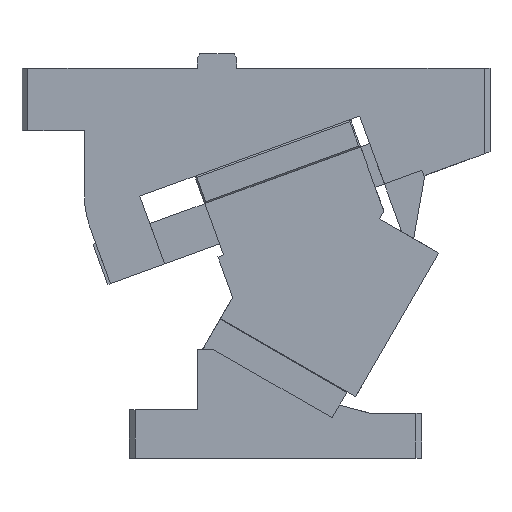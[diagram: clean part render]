
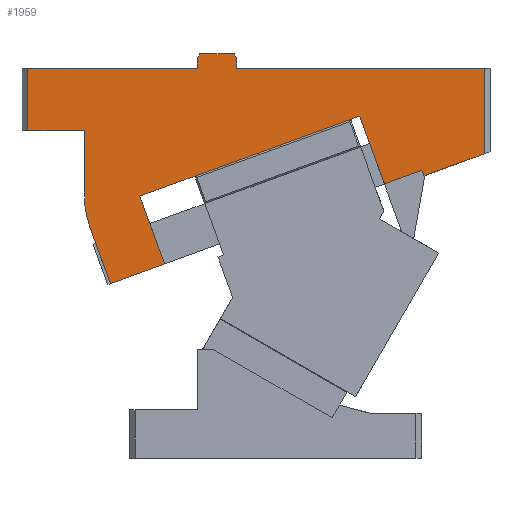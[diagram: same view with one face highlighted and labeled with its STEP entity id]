
A CAD part, front view. The second image highlights one B-rep face of the part: STEP entity #1959.
In plain terms, the highlighted planar face has unit normal (0, -1, 0).
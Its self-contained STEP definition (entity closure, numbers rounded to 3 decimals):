
#328=CARTESIAN_POINT('Vertex',(182.,0.,156.136)) ;
#331=CARTESIAN_POINT('Line Origine',(168.,0.,151.041)) ;
#335=CARTESIAN_POINT('Vertex',(154.,0.,145.945)) ;
#338=CARTESIAN_POINT('Line Origine',(152.561,0.,145.422)) ;
#342=CARTESIAN_POINT('Vertex',(151.123,0.,144.898)) ;
#789=CARTESIAN_POINT('Vertex',(-19.985,0.,117.965)) ;
#824=CARTESIAN_POINT('Vertex',(-9.651,0.,89.574)) ;
#827=CARTESIAN_POINT('Line Origine',(-14.818,0.,103.769)) ;
#1022=CARTESIAN_POINT('Vertex',(5.415,0.,134.432)) ;
#1025=CARTESIAN_POINT('Line Origine',(11.742,0.,117.047)) ;
#1029=CARTESIAN_POINT('Vertex',(18.07,0.,99.663)) ;
#1060=CARTESIAN_POINT('Line Origine',(61.797,0.,154.953)) ;
#1064=CARTESIAN_POINT('Vertex',(118.178,0.,175.474)) ;
#1150=CARTESIAN_POINT('Vertex',(-52.,0.,168.)) ;
#1153=CARTESIAN_POINT('Line Origine',(-52.,0.,184.)) ;
#1157=CARTESIAN_POINT('Vertex',(-52.,0.,200.)) ;
#1655=CARTESIAN_POINT('Line Origine',(-8.5,0.,200.)) ;
#1659=CARTESIAN_POINT('Vertex',(35.,0.,200.)) ;
#1693=CARTESIAN_POINT('Line Origine',(35.,0.,202.75)) ;
#1697=CARTESIAN_POINT('Vertex',(35.,0.,205.5)) ;
#1717=CARTESIAN_POINT('Line Origine',(55.,0.,202.75)) ;
#1721=CARTESIAN_POINT('Vertex',(55.,0.,200.)) ;
#1723=CARTESIAN_POINT('Vertex',(55.,0.,205.5)) ;
#1752=CARTESIAN_POINT('Vertex',(53.845,0.,207.5)) ;
#1755=CARTESIAN_POINT('Line Origine',(54.423,0.,206.5)) ;
#1772=CARTESIAN_POINT('Line Origine',(45.,0.,207.5)) ;
#1776=CARTESIAN_POINT('Vertex',(36.155,0.,207.5)) ;
#1796=CARTESIAN_POINT('Line Origine',(35.577,0.,206.5)) ;
#1813=CARTESIAN_POINT('Axis2P3D Location',(27.,0.,135.066)) ;
#1817=CARTESIAN_POINT('Vertex',(-23.,0.,135.066)) ;
#1841=CARTESIAN_POINT('Vertex',(-23.,0.,168.)) ;
#1844=CARTESIAN_POINT('Line Origine',(-37.5,0.,168.)) ;
#1875=CARTESIAN_POINT('Line Origine',(-23.,0.,151.533)) ;
#1887=CARTESIAN_POINT('Axis2P3D Location',(7.798,0.,165.84)) ;
#1892=CARTESIAN_POINT('Line Origine',(4.209,0.,94.618)) ;
#1897=CARTESIAN_POINT('Line Origine',(124.506,0.,158.09)) ;
#1901=CARTESIAN_POINT('Vertex',(130.833,0.,140.706)) ;
#1904=CARTESIAN_POINT('Line Origine',(140.465,0.,144.211)) ;
#1908=CARTESIAN_POINT('Vertex',(150.097,0.,147.717)) ;
#1911=CARTESIAN_POINT('Line Origine',(150.61,0.,146.307)) ;
#1916=CARTESIAN_POINT('Line Origine',(182.,0.,162.068)) ;
#1920=CARTESIAN_POINT('Vertex',(182.,0.,168.)) ;
#1923=CARTESIAN_POINT('Line Origine',(182.,0.,184.)) ;
#1927=CARTESIAN_POINT('Vertex',(182.,0.,200.)) ;
#1930=CARTESIAN_POINT('Line Origine',(118.5,0.,200.)) ;
#332=DIRECTION('Vector Direction',(0.94,0.,0.342)) ;
#339=DIRECTION('Vector Direction',(0.94,0.,0.342)) ;
#828=DIRECTION('Vector Direction',(-0.342,0.,0.94)) ;
#1026=DIRECTION('Vector Direction',(0.342,0.,-0.94)) ;
#1061=DIRECTION('Vector Direction',(-0.94,0.,-0.342)) ;
#1154=DIRECTION('Vector Direction',(0.,0.,1.)) ;
#1656=DIRECTION('Vector Direction',(1.,0.,0.)) ;
#1694=DIRECTION('Vector Direction',(0.,0.,1.)) ;
#1718=DIRECTION('Vector Direction',(0.,0.,1.)) ;
#1756=DIRECTION('Vector Direction',(-0.5,0.,0.866)) ;
#1773=DIRECTION('Vector Direction',(-1.,0.,0.)) ;
#1797=DIRECTION('Vector Direction',(0.5,0.,0.866)) ;
#1814=DIRECTION('Axis2P3D Direction',(0.,1.,0.)) ;
#1845=DIRECTION('Vector Direction',(1.,0.,0.)) ;
#1876=DIRECTION('Vector Direction',(0.,0.,1.)) ;
#1888=DIRECTION('Axis2P3D Direction',(0.,-1.,0.)) ;
#1889=DIRECTION('Axis2P3D XDirection',(1.,0.,0.)) ;
#1893=DIRECTION('Vector Direction',(-0.94,0.,-0.342)) ;
#1898=DIRECTION('Vector Direction',(-0.342,0.,0.94)) ;
#1905=DIRECTION('Vector Direction',(0.94,0.,0.342)) ;
#1912=DIRECTION('Vector Direction',(0.342,0.,-0.94)) ;
#1917=DIRECTION('Vector Direction',(0.,0.,-1.)) ;
#1924=DIRECTION('Vector Direction',(0.,0.,-1.)) ;
#1931=DIRECTION('Vector Direction',(1.,0.,0.)) ;
#1815=AXIS2_PLACEMENT_3D('Circle Axis2P3D',#1813,#1814,$) ;
#1890=AXIS2_PLACEMENT_3D('Plane Axis2P3D',#1887,#1888,#1889) ;
#1936=ORIENTED_EDGE('',*,*,#1819,.F.) ;
#1937=ORIENTED_EDGE('',*,*,#831,.F.) ;
#1938=ORIENTED_EDGE('',*,*,#1896,.F.) ;
#1939=ORIENTED_EDGE('',*,*,#1031,.F.) ;
#1940=ORIENTED_EDGE('',*,*,#1066,.F.) ;
#1941=ORIENTED_EDGE('',*,*,#1903,.F.) ;
#1942=ORIENTED_EDGE('',*,*,#1910,.T.) ;
#1943=ORIENTED_EDGE('',*,*,#1915,.T.) ;
#1944=ORIENTED_EDGE('',*,*,#344,.T.) ;
#1945=ORIENTED_EDGE('',*,*,#337,.T.) ;
#1946=ORIENTED_EDGE('',*,*,#1922,.F.) ;
#1947=ORIENTED_EDGE('',*,*,#1929,.F.) ;
#1948=ORIENTED_EDGE('',*,*,#1934,.F.) ;
#1949=ORIENTED_EDGE('',*,*,#1725,.T.) ;
#1950=ORIENTED_EDGE('',*,*,#1759,.F.) ;
#1951=ORIENTED_EDGE('',*,*,#1778,.F.) ;
#1952=ORIENTED_EDGE('',*,*,#1800,.F.) ;
#1953=ORIENTED_EDGE('',*,*,#1699,.F.) ;
#1954=ORIENTED_EDGE('',*,*,#1661,.F.) ;
#1955=ORIENTED_EDGE('',*,*,#1159,.F.) ;
#1956=ORIENTED_EDGE('',*,*,#1848,.T.) ;
#1957=ORIENTED_EDGE('',*,*,#1879,.F.) ;
#333=VECTOR('Line Direction',#332,1.) ;
#340=VECTOR('Line Direction',#339,1.) ;
#829=VECTOR('Line Direction',#828,1.) ;
#1027=VECTOR('Line Direction',#1026,1.) ;
#1062=VECTOR('Line Direction',#1061,1.) ;
#1155=VECTOR('Line Direction',#1154,1.) ;
#1657=VECTOR('Line Direction',#1656,1.) ;
#1695=VECTOR('Line Direction',#1694,1.) ;
#1719=VECTOR('Line Direction',#1718,1.) ;
#1757=VECTOR('Line Direction',#1756,1.) ;
#1774=VECTOR('Line Direction',#1773,1.) ;
#1798=VECTOR('Line Direction',#1797,1.) ;
#1846=VECTOR('Line Direction',#1845,1.) ;
#1877=VECTOR('Line Direction',#1876,1.) ;
#1894=VECTOR('Line Direction',#1893,1.) ;
#1899=VECTOR('Line Direction',#1898,1.) ;
#1906=VECTOR('Line Direction',#1905,1.) ;
#1913=VECTOR('Line Direction',#1912,1.) ;
#1918=VECTOR('Line Direction',#1917,1.) ;
#1925=VECTOR('Line Direction',#1924,1.) ;
#1932=VECTOR('Line Direction',#1931,1.) ;
#1959=ADVANCED_FACE('CAM HOLDER',(#1958),#1891,.T.) ;
#1816=CIRCLE('generated circle',#1815,50.) ;
#337=EDGE_CURVE('',#336,#329,#334,.T.) ;
#344=EDGE_CURVE('',#343,#336,#341,.T.) ;
#831=EDGE_CURVE('',#825,#790,#830,.T.) ;
#1031=EDGE_CURVE('',#1023,#1030,#1028,.T.) ;
#1066=EDGE_CURVE('',#1065,#1023,#1063,.T.) ;
#1159=EDGE_CURVE('',#1151,#1158,#1156,.T.) ;
#1661=EDGE_CURVE('',#1158,#1660,#1658,.T.) ;
#1699=EDGE_CURVE('',#1660,#1698,#1696,.T.) ;
#1725=EDGE_CURVE('',#1722,#1724,#1720,.T.) ;
#1759=EDGE_CURVE('',#1753,#1724,#1758,.F.) ;
#1778=EDGE_CURVE('',#1777,#1753,#1775,.F.) ;
#1800=EDGE_CURVE('',#1698,#1777,#1799,.T.) ;
#1819=EDGE_CURVE('',#790,#1818,#1816,.T.) ;
#1848=EDGE_CURVE('',#1151,#1842,#1847,.T.) ;
#1879=EDGE_CURVE('',#1818,#1842,#1878,.T.) ;
#1896=EDGE_CURVE('',#1030,#825,#1895,.T.) ;
#1903=EDGE_CURVE('',#1902,#1065,#1900,.T.) ;
#1910=EDGE_CURVE('',#1902,#1909,#1907,.T.) ;
#1915=EDGE_CURVE('',#1909,#343,#1914,.T.) ;
#1922=EDGE_CURVE('',#1921,#329,#1919,.T.) ;
#1929=EDGE_CURVE('',#1928,#1921,#1926,.T.) ;
#1934=EDGE_CURVE('',#1722,#1928,#1933,.T.) ;
#1935=EDGE_LOOP('',(#1936,#1937,#1938,#1939,#1940,#1941,#1942,#1943,#1944,#1945,#1946,#1947,#1948,#1949,#1950,#1951,#1952,#1953,#1954,#1955,#1956,#1957)) ;
#1958=FACE_OUTER_BOUND('',#1935,.T.) ;
#334=LINE('Line',#331,#333) ;
#341=LINE('Line',#338,#340) ;
#830=LINE('Line',#827,#829) ;
#1028=LINE('Line',#1025,#1027) ;
#1063=LINE('Line',#1060,#1062) ;
#1156=LINE('Line',#1153,#1155) ;
#1658=LINE('Line',#1655,#1657) ;
#1696=LINE('Line',#1693,#1695) ;
#1720=LINE('Line',#1717,#1719) ;
#1758=LINE('Line',#1755,#1757) ;
#1775=LINE('Line',#1772,#1774) ;
#1799=LINE('Line',#1796,#1798) ;
#1847=LINE('Line',#1844,#1846) ;
#1878=LINE('Line',#1875,#1877) ;
#1895=LINE('Line',#1892,#1894) ;
#1900=LINE('Line',#1897,#1899) ;
#1907=LINE('Line',#1904,#1906) ;
#1914=LINE('Line',#1911,#1913) ;
#1919=LINE('Line',#1916,#1918) ;
#1926=LINE('Line',#1923,#1925) ;
#1933=LINE('Line',#1930,#1932) ;
#1891=PLANE('Plane',#1890) ;
#329=VERTEX_POINT('',#328) ;
#336=VERTEX_POINT('',#335) ;
#343=VERTEX_POINT('',#342) ;
#790=VERTEX_POINT('',#789) ;
#825=VERTEX_POINT('',#824) ;
#1023=VERTEX_POINT('',#1022) ;
#1030=VERTEX_POINT('',#1029) ;
#1065=VERTEX_POINT('',#1064) ;
#1151=VERTEX_POINT('',#1150) ;
#1158=VERTEX_POINT('',#1157) ;
#1660=VERTEX_POINT('',#1659) ;
#1698=VERTEX_POINT('',#1697) ;
#1722=VERTEX_POINT('',#1721) ;
#1724=VERTEX_POINT('',#1723) ;
#1753=VERTEX_POINT('',#1752) ;
#1777=VERTEX_POINT('',#1776) ;
#1818=VERTEX_POINT('',#1817) ;
#1842=VERTEX_POINT('',#1841) ;
#1902=VERTEX_POINT('',#1901) ;
#1909=VERTEX_POINT('',#1908) ;
#1921=VERTEX_POINT('',#1920) ;
#1928=VERTEX_POINT('',#1927) ;
